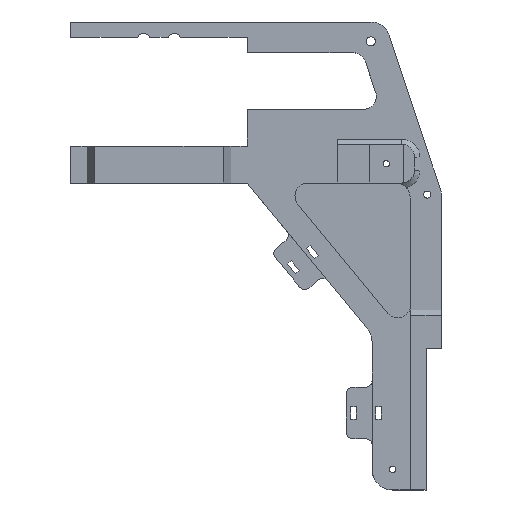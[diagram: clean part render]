
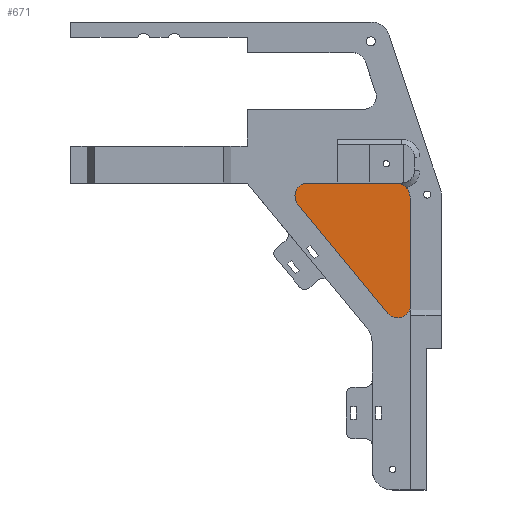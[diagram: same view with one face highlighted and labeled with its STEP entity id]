
A CAD part, top view. The second image highlights one B-rep face of the part: STEP entity #671.
In plain terms, the highlighted planar face has unit normal (0, 0, 1).
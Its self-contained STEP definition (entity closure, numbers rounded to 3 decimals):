
#143 = DIRECTION ( 'NONE',  ( -0.636, 0.772, 0. ) ) ;
#154 = DIRECTION ( 'NONE',  ( 1., 0., 0. ) ) ;
#205 = DIRECTION ( 'NONE',  ( 0., 0., 1. ) ) ;
#307 = CIRCLE ( 'NONE', #4057, 5. ) ;
#386 = DIRECTION ( 'NONE',  ( -1., 0., 0. ) ) ;
#406 = CARTESIAN_POINT ( 'NONE',  ( 57.959, 87., 22.5 ) ) ;
#446 = ORIENTED_EDGE ( 'NONE', *, *, #785, .F. ) ;
#553 = EDGE_CURVE ( 'NONE', #2060, #2268, #2066, .T. ) ;
#563 = CARTESIAN_POINT ( 'NONE',  ( 98., 85.635, 22.5 ) ) ;
#575 = VECTOR ( 'NONE', #143, 1000. ) ;
#616 = LINE ( 'NONE', #1863, #575 ) ;
#650 = CARTESIAN_POINT ( 'NONE',  ( 92.545, 87., 22.5 ) ) ;
#671 = ADVANCED_FACE ( 'NONE', ( #3787 ), #4156, .F. ) ;
#750 = CIRCLE ( 'NONE', #3884, 5. ) ;
#785 = EDGE_CURVE ( 'NONE', #3321, #2886, #4019, .T. ) ;
#793 = DIRECTION ( 'NONE',  ( 0., 0., 1. ) ) ;
#878 = EDGE_CURVE ( 'NONE', #1674, #1197, #958, .T. ) ;
#958 = LINE ( 'NONE', #2314, #2717 ) ;
#962 = CARTESIAN_POINT ( 'NONE',  ( 89.142, 41.303, 22.5 ) ) ;
#973 = EDGE_CURVE ( 'NONE', #3321, #3987, #3378, .T. ) ;
#978 = CIRCLE ( 'NONE', #2530, 5. ) ;
#1049 = EDGE_LOOP ( 'NONE', ( #446, #2505, #1636, #1182, #2729, #1753, #1701, #3065, #4285 ) ) ;
#1164 = VECTOR ( 'NONE', #4090, 1000. ) ;
#1182 = ORIENTED_EDGE ( 'NONE', *, *, #1196, .F. ) ;
#1196 = EDGE_CURVE ( 'NONE', #3202, #2198, #616, .T. ) ;
#1197 = VERTEX_POINT ( 'NONE', #1202 ) ;
#1202 = CARTESIAN_POINT ( 'NONE',  ( 98., 44.483, 22.5 ) ) ;
#1419 = CARTESIAN_POINT ( 'NONE',  ( 52.959, 87., 22.5 ) ) ;
#1526 = AXIS2_PLACEMENT_3D ( 'NONE', #2448, #3539, #3879 ) ;
#1636 = ORIENTED_EDGE ( 'NONE', *, *, #3387, .T. ) ;
#1674 = VERTEX_POINT ( 'NONE', #563 ) ;
#1701 = ORIENTED_EDGE ( 'NONE', *, *, #2840, .F. ) ;
#1733 = EDGE_CURVE ( 'NONE', #2886, #2060, #3946, .T. ) ;
#1753 = ORIENTED_EDGE ( 'NONE', *, *, #878, .F. ) ;
#1799 = AXIS2_PLACEMENT_3D ( 'NONE', #3129, #205, #4113 ) ;
#1863 = CARTESIAN_POINT ( 'NONE',  ( 98., 30.554, 22.5 ) ) ;
#2030 = CARTESIAN_POINT ( 'NONE',  ( 57.959, 92., 22.5 ) ) ;
#2038 = CARTESIAN_POINT ( 'NONE',  ( 97.744, 87.215, 22.5 ) ) ;
#2060 = VERTEX_POINT ( 'NONE', #2817 ) ;
#2066 = LINE ( 'NONE', #2714, #1164 ) ;
#2198 = VERTEX_POINT ( 'NONE', #3259 ) ;
#2232 = AXIS2_PLACEMENT_3D ( 'NONE', #650, #2337, #3417 ) ;
#2268 = VERTEX_POINT ( 'NONE', #2038 ) ;
#2314 = CARTESIAN_POINT ( 'NONE',  ( 98., 85.635, 22.5 ) ) ;
#2337 = DIRECTION ( 'NONE',  ( 0., 0., -1. ) ) ;
#2448 = CARTESIAN_POINT ( 'NONE',  ( 92.545, 87., 22.5 ) ) ;
#2505 = ORIENTED_EDGE ( 'NONE', *, *, #973, .T. ) ;
#2530 = AXIS2_PLACEMENT_3D ( 'NONE', #3853, #793, #4198 ) ;
#2548 = CARTESIAN_POINT ( 'NONE',  ( 47.359, 92., 22.5 ) ) ;
#2714 = CARTESIAN_POINT ( 'NONE',  ( 97.289, 88.58, 22.5 ) ) ;
#2717 = VECTOR ( 'NONE', #3288, 1000. ) ;
#2729 = ORIENTED_EDGE ( 'NONE', *, *, #3950, .T. ) ;
#2766 = DIRECTION ( 'NONE',  ( -1., 0., 0. ) ) ;
#2817 = CARTESIAN_POINT ( 'NONE',  ( 97.289, 88.58, 22.5 ) ) ;
#2840 = EDGE_CURVE ( 'NONE', #2268, #1674, #750, .T. ) ;
#2886 = VERTEX_POINT ( 'NONE', #4180 ) ;
#3065 = ORIENTED_EDGE ( 'NONE', *, *, #553, .F. ) ;
#3129 = CARTESIAN_POINT ( 'NONE',  ( 57.959, 87., 22.5 ) ) ;
#3166 = CARTESIAN_POINT ( 'NONE',  ( 93., 85.635, 22.5 ) ) ;
#3202 = VERTEX_POINT ( 'NONE', #962 ) ;
#3259 = CARTESIAN_POINT ( 'NONE',  ( 54.1, 83.82, 22.5 ) ) ;
#3267 = VECTOR ( 'NONE', #154, 1000. ) ;
#3288 = DIRECTION ( 'NONE',  ( 0., -1., 0. ) ) ;
#3321 = VERTEX_POINT ( 'NONE', #2030 ) ;
#3378 = CIRCLE ( 'NONE', #1799, 5. ) ;
#3387 = EDGE_CURVE ( 'NONE', #3987, #2198, #307, .T. ) ;
#3417 = DIRECTION ( 'NONE',  ( -1., 0., 0. ) ) ;
#3439 = DIRECTION ( 'NONE',  ( 0., 0., -1. ) ) ;
#3539 = DIRECTION ( 'NONE',  ( 0., 0., -1. ) ) ;
#3787 = FACE_OUTER_BOUND ( 'NONE', #1049, .T. ) ;
#3853 = CARTESIAN_POINT ( 'NONE',  ( 93., 44.483, 22.5 ) ) ;
#3879 = DIRECTION ( 'NONE',  ( -1., 0., 0. ) ) ;
#3884 = AXIS2_PLACEMENT_3D ( 'NONE', #3166, #3439, #2766 ) ;
#3946 = CIRCLE ( 'NONE', #2232, 5. ) ;
#3950 = EDGE_CURVE ( 'NONE', #3202, #1197, #978, .T. ) ;
#3987 = VERTEX_POINT ( 'NONE', #1419 ) ;
#4019 = LINE ( 'NONE', #2548, #3267 ) ;
#4057 = AXIS2_PLACEMENT_3D ( 'NONE', #406, #4144, #386 ) ;
#4090 = DIRECTION ( 'NONE',  ( 0.316, -0.949, 0. ) ) ;
#4113 = DIRECTION ( 'NONE',  ( -1., 0., 0. ) ) ;
#4144 = DIRECTION ( 'NONE',  ( 0., 0., 1. ) ) ;
#4156 = PLANE ( 'NONE',  #1526 ) ;
#4180 = CARTESIAN_POINT ( 'NONE',  ( 92.545, 92., 22.5 ) ) ;
#4198 = DIRECTION ( 'NONE',  ( -1., 0., 0. ) ) ;
#4285 = ORIENTED_EDGE ( 'NONE', *, *, #1733, .F. ) ;
